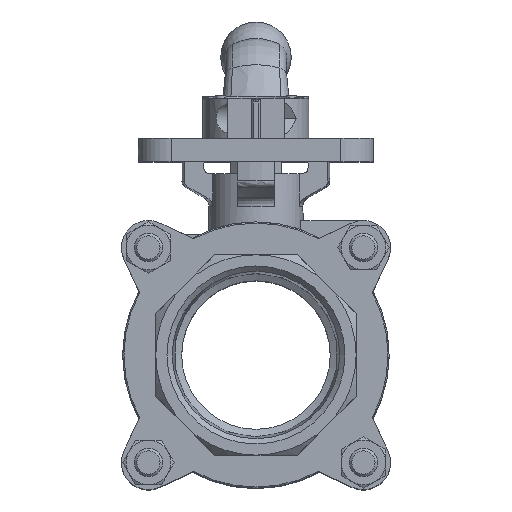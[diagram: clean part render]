
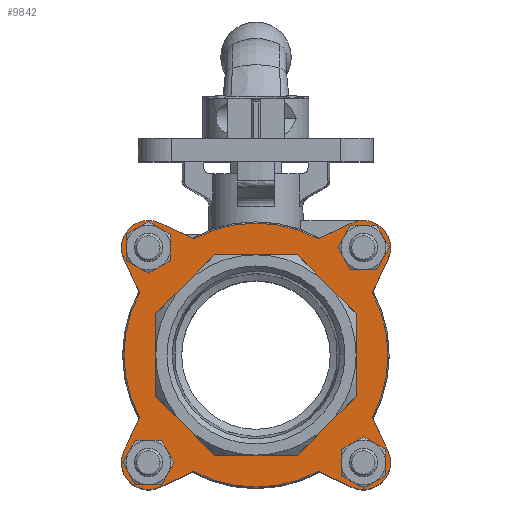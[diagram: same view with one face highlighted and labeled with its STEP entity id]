
A CAD part, top view. The second image highlights one B-rep face of the part: STEP entity #9842.
In plain terms, the highlighted face is planar.
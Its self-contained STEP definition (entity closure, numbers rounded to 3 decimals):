
#141=LINE('',#15223,#776);
#142=LINE('',#15226,#777);
#143=LINE('',#15228,#778);
#144=LINE('',#15230,#779);
#145=LINE('',#15232,#780);
#146=LINE('',#15234,#781);
#147=LINE('',#15236,#782);
#148=LINE('',#15238,#783);
#149=LINE('',#15239,#784);
#150=LINE('',#15244,#785);
#151=LINE('',#15248,#786);
#152=LINE('',#15252,#787);
#153=LINE('',#15256,#788);
#154=LINE('',#15260,#789);
#155=LINE('',#15264,#790);
#156=LINE('',#15268,#791);
#776=VECTOR('',#11907,1000.);
#777=VECTOR('',#11908,1000.);
#778=VECTOR('',#11909,1000.);
#779=VECTOR('',#11910,1000.);
#780=VECTOR('',#11911,1000.);
#781=VECTOR('',#11912,1000.);
#782=VECTOR('',#11913,1000.);
#783=VECTOR('',#11914,1000.);
#784=VECTOR('',#11915,1000.);
#785=VECTOR('',#11918,1000.);
#786=VECTOR('',#11921,1000.);
#787=VECTOR('',#11924,1000.);
#788=VECTOR('',#11927,1000.);
#789=VECTOR('',#11930,1000.);
#790=VECTOR('',#11933,1000.);
#791=VECTOR('',#11936,1000.);
#1501=PLANE('',#10573);
#1863=CIRCLE('',#10574,11.5);
#1864=CIRCLE('',#10575,56.);
#1865=CIRCLE('',#10576,11.5);
#1866=CIRCLE('',#10577,56.);
#1867=CIRCLE('',#10578,11.5);
#1868=CIRCLE('',#10579,56.);
#1869=CIRCLE('',#10580,11.5);
#1870=CIRCLE('',#10581,56.);
#1871=CIRCLE('',#10582,9.25);
#1872=CIRCLE('',#10583,9.25);
#1873=CIRCLE('',#10584,9.25);
#1874=CIRCLE('',#10585,9.25);
#2557=ORIENTED_EDGE('',*,*,#5527,.F.);
#2558=ORIENTED_EDGE('',*,*,#5528,.F.);
#2559=ORIENTED_EDGE('',*,*,#5529,.F.);
#2560=ORIENTED_EDGE('',*,*,#5530,.F.);
#2561=ORIENTED_EDGE('',*,*,#5531,.F.);
#2562=ORIENTED_EDGE('',*,*,#5532,.F.);
#2563=ORIENTED_EDGE('',*,*,#5533,.F.);
#2564=ORIENTED_EDGE('',*,*,#5534,.F.);
#2565=ORIENTED_EDGE('',*,*,#5535,.F.);
#2566=ORIENTED_EDGE('',*,*,#5536,.F.);
#2567=ORIENTED_EDGE('',*,*,#5537,.F.);
#2568=ORIENTED_EDGE('',*,*,#5538,.T.);
#2569=ORIENTED_EDGE('',*,*,#5539,.F.);
#2570=ORIENTED_EDGE('',*,*,#5540,.F.);
#2571=ORIENTED_EDGE('',*,*,#5541,.F.);
#2572=ORIENTED_EDGE('',*,*,#5542,.T.);
#2573=ORIENTED_EDGE('',*,*,#5543,.F.);
#2574=ORIENTED_EDGE('',*,*,#5544,.F.);
#2575=ORIENTED_EDGE('',*,*,#5545,.F.);
#2576=ORIENTED_EDGE('',*,*,#5546,.T.);
#2577=ORIENTED_EDGE('',*,*,#5547,.F.);
#2578=ORIENTED_EDGE('',*,*,#5548,.F.);
#2579=ORIENTED_EDGE('',*,*,#5549,.F.);
#2580=ORIENTED_EDGE('',*,*,#5550,.T.);
#2581=ORIENTED_EDGE('',*,*,#5551,.F.);
#2582=ORIENTED_EDGE('',*,*,#5552,.F.);
#2583=ORIENTED_EDGE('',*,*,#5553,.F.);
#2584=ORIENTED_EDGE('',*,*,#5554,.F.);
#5527=EDGE_CURVE('',#6988,#6989,#141,.T.);
#5528=EDGE_CURVE('',#6990,#6988,#142,.T.);
#5529=EDGE_CURVE('',#6991,#6990,#143,.T.);
#5530=EDGE_CURVE('',#6992,#6991,#144,.T.);
#5531=EDGE_CURVE('',#6993,#6992,#145,.T.);
#5532=EDGE_CURVE('',#6994,#6993,#146,.T.);
#5533=EDGE_CURVE('',#6995,#6994,#147,.T.);
#5534=EDGE_CURVE('',#6989,#6995,#148,.T.);
#5535=EDGE_CURVE('',#6996,#6997,#149,.T.);
#5536=EDGE_CURVE('',#6998,#6996,#1863,.T.);
#5537=EDGE_CURVE('',#6999,#6998,#150,.T.);
#5538=EDGE_CURVE('',#6999,#7000,#1864,.T.);
#5539=EDGE_CURVE('',#7001,#7000,#151,.T.);
#5540=EDGE_CURVE('',#7002,#7001,#1865,.T.);
#5541=EDGE_CURVE('',#7003,#7002,#152,.T.);
#5542=EDGE_CURVE('',#7003,#7004,#1866,.T.);
#5543=EDGE_CURVE('',#7005,#7004,#153,.T.);
#5544=EDGE_CURVE('',#7006,#7005,#1867,.T.);
#5545=EDGE_CURVE('',#7007,#7006,#154,.T.);
#5546=EDGE_CURVE('',#7007,#7008,#1868,.T.);
#5547=EDGE_CURVE('',#7009,#7008,#155,.T.);
#5548=EDGE_CURVE('',#7010,#7009,#1869,.T.);
#5549=EDGE_CURVE('',#7011,#7010,#156,.T.);
#5550=EDGE_CURVE('',#7011,#6997,#1870,.T.);
#5551=EDGE_CURVE('',#7012,#7012,#1871,.F.);
#5552=EDGE_CURVE('',#7013,#7013,#1872,.F.);
#5553=EDGE_CURVE('',#7014,#7014,#1873,.F.);
#5554=EDGE_CURVE('',#7015,#7015,#1874,.F.);
#6988=VERTEX_POINT('',#15224);
#6989=VERTEX_POINT('',#15225);
#6990=VERTEX_POINT('',#15227);
#6991=VERTEX_POINT('',#15229);
#6992=VERTEX_POINT('',#15231);
#6993=VERTEX_POINT('',#15233);
#6994=VERTEX_POINT('',#15235);
#6995=VERTEX_POINT('',#15237);
#6996=VERTEX_POINT('',#15240);
#6997=VERTEX_POINT('',#15241);
#6998=VERTEX_POINT('',#15243);
#6999=VERTEX_POINT('',#15245);
#7000=VERTEX_POINT('',#15247);
#7001=VERTEX_POINT('',#15249);
#7002=VERTEX_POINT('',#15251);
#7003=VERTEX_POINT('',#15253);
#7004=VERTEX_POINT('',#15255);
#7005=VERTEX_POINT('',#15257);
#7006=VERTEX_POINT('',#15259);
#7007=VERTEX_POINT('',#15261);
#7008=VERTEX_POINT('',#15263);
#7009=VERTEX_POINT('',#15265);
#7010=VERTEX_POINT('',#15267);
#7011=VERTEX_POINT('',#15269);
#7012=VERTEX_POINT('',#15272);
#7013=VERTEX_POINT('',#15274);
#7014=VERTEX_POINT('',#15276);
#7015=VERTEX_POINT('',#15278);
#8230=EDGE_LOOP('',(#2557,#2558,#2559,#2560,#2561,#2562,#2563,#2564));
#8231=EDGE_LOOP('',(#2565,#2566,#2567,#2568,#2569,#2570,#2571,#2572,#2573,
#2574,#2575,#2576,#2577,#2578,#2579,#2580));
#8232=EDGE_LOOP('',(#2581));
#8233=EDGE_LOOP('',(#2582));
#8234=EDGE_LOOP('',(#2583));
#8235=EDGE_LOOP('',(#2584));
#8969=FACE_BOUND('',#8230,.T.);
#8970=FACE_BOUND('',#8231,.T.);
#8971=FACE_BOUND('',#8232,.T.);
#8972=FACE_BOUND('',#8233,.T.);
#8973=FACE_BOUND('',#8234,.T.);
#8974=FACE_BOUND('',#8235,.T.);
#9842=ADVANCED_FACE('',(#8969,#8970,#8971,#8972,#8973,#8974),#1501,.F.);
#10573=AXIS2_PLACEMENT_3D('',#15222,#11905,#11906);
#10574=AXIS2_PLACEMENT_3D('',#15242,#11916,#11917);
#10575=AXIS2_PLACEMENT_3D('',#15246,#11919,#11920);
#10576=AXIS2_PLACEMENT_3D('',#15250,#11922,#11923);
#10577=AXIS2_PLACEMENT_3D('',#15254,#11925,#11926);
#10578=AXIS2_PLACEMENT_3D('',#15258,#11928,#11929);
#10579=AXIS2_PLACEMENT_3D('',#15262,#11931,#11932);
#10580=AXIS2_PLACEMENT_3D('',#15266,#11934,#11935);
#10581=AXIS2_PLACEMENT_3D('',#15270,#11937,#11938);
#10582=AXIS2_PLACEMENT_3D('',#15271,#11939,#11940);
#10583=AXIS2_PLACEMENT_3D('',#15273,#11941,#11942);
#10584=AXIS2_PLACEMENT_3D('',#15275,#11943,#11944);
#10585=AXIS2_PLACEMENT_3D('',#15277,#11945,#11946);
#11905=DIRECTION('',(0.,0.,1.));
#11906=DIRECTION('',(1.,0.,0.));
#11907=DIRECTION('',(0.707,-0.707,0.));
#11908=DIRECTION('',(1.,0.,0.));
#11909=DIRECTION('',(0.707,0.707,0.));
#11910=DIRECTION('',(0.,1.,0.));
#11911=DIRECTION('',(-0.707,0.707,0.));
#11912=DIRECTION('',(-1.,0.,0.));
#11913=DIRECTION('',(-0.707,-0.707,0.));
#11914=DIRECTION('',(0.,-1.,0.));
#11915=DIRECTION('',(0.423,-0.906,0.));
#11916=DIRECTION('',(0.,0.,1.));
#11917=DIRECTION('',(1.,0.,0.));
#11918=DIRECTION('',(-0.906,0.423,0.));
#11919=DIRECTION('',(0.,0.,-1.));
#11920=DIRECTION('',(-1.,0.,0.));
#11921=DIRECTION('',(-0.906,-0.423,0.));
#11922=DIRECTION('',(0.,0.,1.));
#11923=DIRECTION('',(1.,0.,0.));
#11924=DIRECTION('',(0.423,0.906,0.));
#11925=DIRECTION('',(0.,0.,-1.));
#11926=DIRECTION('',(-1.,0.,0.));
#11927=DIRECTION('',(-0.423,0.906,0.));
#11928=DIRECTION('',(0.,0.,1.));
#11929=DIRECTION('',(1.,0.,0.));
#11930=DIRECTION('',(0.906,-0.423,0.));
#11931=DIRECTION('',(0.,0.,-1.));
#11932=DIRECTION('',(-1.,0.,0.));
#11933=DIRECTION('',(0.906,0.423,0.));
#11934=DIRECTION('',(0.,0.,1.));
#11935=DIRECTION('',(1.,0.,0.));
#11936=DIRECTION('',(-0.423,-0.906,0.));
#11937=DIRECTION('',(0.,0.,-1.));
#11938=DIRECTION('',(-1.,0.,0.));
#11939=DIRECTION('',(0.,0.,1.));
#11940=DIRECTION('',(1.,0.,0.));
#11941=DIRECTION('',(0.,0.,1.));
#11942=DIRECTION('',(1.,0.,0.));
#11943=DIRECTION('',(0.,0.,1.));
#11944=DIRECTION('',(1.,0.,0.));
#11945=DIRECTION('',(0.,0.,1.));
#11946=DIRECTION('',(1.,0.,0.));
#15222=CARTESIAN_POINT('',(0.,56.5,-53.1));
#15223=CARTESIAN_POINT('',(1.802,58.302,-53.1));
#15224=CARTESIAN_POINT('',(17.604,42.5,-53.1));
#15225=CARTESIAN_POINT('',(42.5,17.604,-53.1));
#15226=CARTESIAN_POINT('',(0.,42.5,-53.1));
#15227=CARTESIAN_POINT('',(-17.604,42.5,-53.1));
#15228=CARTESIAN_POINT('',(-1.802,58.302,-53.1));
#15229=CARTESIAN_POINT('',(-42.5,17.604,-53.1));
#15230=CARTESIAN_POINT('',(-42.5,56.5,-53.1));
#15231=CARTESIAN_POINT('',(-42.5,-17.604,-53.1));
#15232=CARTESIAN_POINT('',(-58.302,-1.802,-53.1));
#15233=CARTESIAN_POINT('',(-17.604,-42.5,-53.1));
#15234=CARTESIAN_POINT('',(0.,-42.5,-53.1));
#15235=CARTESIAN_POINT('',(17.604,-42.5,-53.1));
#15236=CARTESIAN_POINT('',(58.302,-1.802,-53.1));
#15237=CARTESIAN_POINT('',(42.5,-17.604,-53.1));
#15238=CARTESIAN_POINT('',(42.5,56.5,-53.1));
#15239=CARTESIAN_POINT('',(-56.031,40.748,-53.1));
#15240=CARTESIAN_POINT('',(-56.031,40.748,-53.1));
#15241=CARTESIAN_POINT('',(-49.362,26.446,-53.1));
#15242=CARTESIAN_POINT('',(-45.608,45.608,-53.1));
#15243=CARTESIAN_POINT('',(-40.748,56.031,-53.1));
#15244=CARTESIAN_POINT('',(0.,37.03,-53.1));
#15245=CARTESIAN_POINT('',(-26.446,49.362,-53.1));
#15246=CARTESIAN_POINT('',(0.,0.,-53.1));
#15247=CARTESIAN_POINT('',(26.446,49.362,-53.1));
#15248=CARTESIAN_POINT('',(40.748,56.031,-53.1));
#15249=CARTESIAN_POINT('',(40.748,56.031,-53.1));
#15250=CARTESIAN_POINT('',(45.608,45.608,-53.1));
#15251=CARTESIAN_POINT('',(56.031,40.748,-53.1));
#15252=CARTESIAN_POINT('',(37.03,0.,-53.1));
#15253=CARTESIAN_POINT('',(49.362,26.446,-53.1));
#15254=CARTESIAN_POINT('',(0.,0.,-53.1));
#15255=CARTESIAN_POINT('',(49.362,-26.446,-53.1));
#15256=CARTESIAN_POINT('',(56.031,-40.748,-53.1));
#15257=CARTESIAN_POINT('',(56.031,-40.748,-53.1));
#15258=CARTESIAN_POINT('',(45.608,-45.608,-53.1));
#15259=CARTESIAN_POINT('',(40.748,-56.031,-53.1));
#15260=CARTESIAN_POINT('',(0.,-37.03,-53.1));
#15261=CARTESIAN_POINT('',(26.446,-49.362,-53.1));
#15262=CARTESIAN_POINT('',(0.,0.,-53.1));
#15263=CARTESIAN_POINT('',(-26.446,-49.362,-53.1));
#15264=CARTESIAN_POINT('',(-40.748,-56.031,-53.1));
#15265=CARTESIAN_POINT('',(-40.748,-56.031,-53.1));
#15266=CARTESIAN_POINT('',(-45.608,-45.608,-53.1));
#15267=CARTESIAN_POINT('',(-56.031,-40.748,-53.1));
#15268=CARTESIAN_POINT('',(-37.03,0.,-53.1));
#15269=CARTESIAN_POINT('',(-49.362,-26.446,-53.1));
#15270=CARTESIAN_POINT('',(0.,0.,-53.1));
#15271=CARTESIAN_POINT('',(-45.608,45.608,-53.1));
#15272=CARTESIAN_POINT('',(-36.358,45.608,-53.1));
#15273=CARTESIAN_POINT('',(-45.608,-45.608,-53.1));
#15274=CARTESIAN_POINT('',(-36.358,-45.608,-53.1));
#15275=CARTESIAN_POINT('',(45.608,-45.608,-53.1));
#15276=CARTESIAN_POINT('',(54.858,-45.608,-53.1));
#15277=CARTESIAN_POINT('',(45.608,45.608,-53.1));
#15278=CARTESIAN_POINT('',(54.858,45.608,-53.1));
